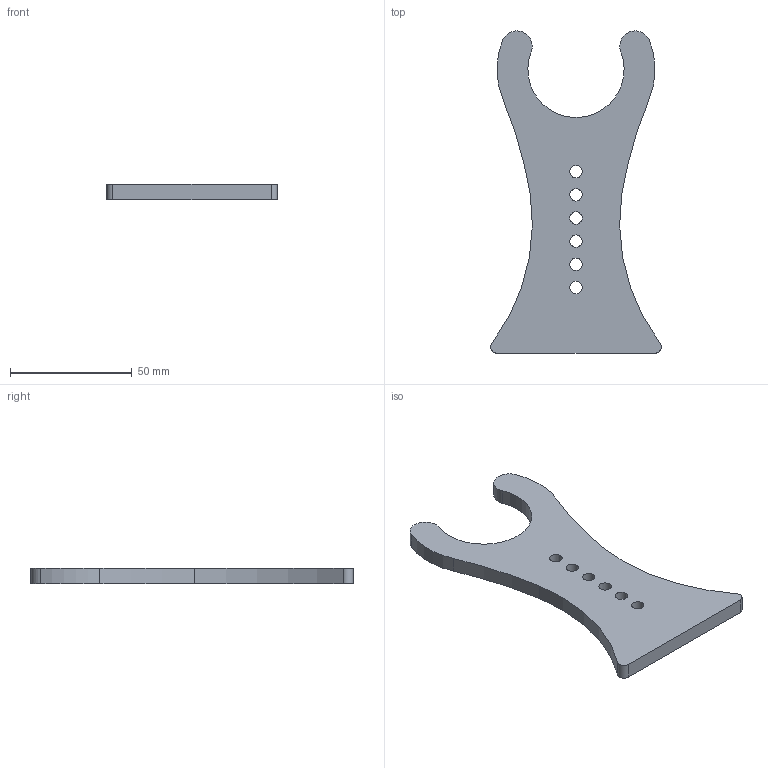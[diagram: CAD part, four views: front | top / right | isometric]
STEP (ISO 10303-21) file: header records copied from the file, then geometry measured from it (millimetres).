
FILE_DESCRIPTION (( 'STEP AP214' ), '1' );
FILE_NAME ('FLAT ANTENNA MOUNT-2.STEP', '2019-10-08T20:35:11', ( 'Larry' ), ( 'Hewlett-Packard Company' ), 'SwSTEP 2.0', 'SolidWorks 2019', '' );
FILE_SCHEMA (( 'AUTOMOTIVE_DESIGN' ));
Length unit declared in the file: inch
Products named in the file (1): FLAT ANTENNA MOUNT-2
Bounding box: 70.27 x 132.58 x 6.35 mm (x, y, z)
Volume: 33522.1 mm3; surface area: 14050.2 mm2
Topology: 1 solids, 1 shells, 20 faces, 54 edges, 36 vertices
Faces by surface type: cylinder 17, plane 3
Full cylindrical faces by diameter (mm): 5.08 x6
Entity records: 686 total; most frequent: DIRECTION 124, CARTESIAN_POINT 105, ORIENTED_EDGE 96, AXIS2_PLACEMENT_3D 55, EDGE_CURVE 48, EDGE_LOOP 38, VERTEX_POINT 36, CIRCLE 34
